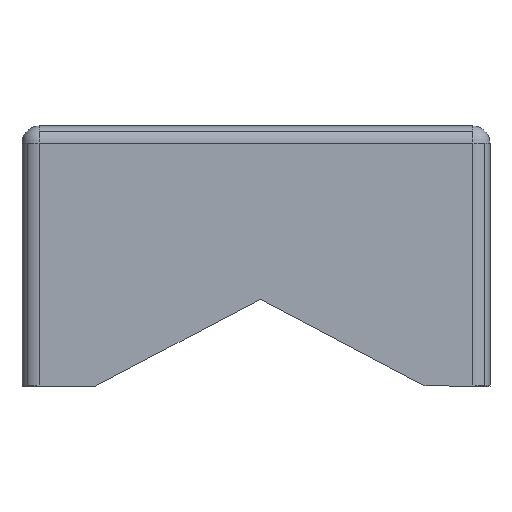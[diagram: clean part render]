
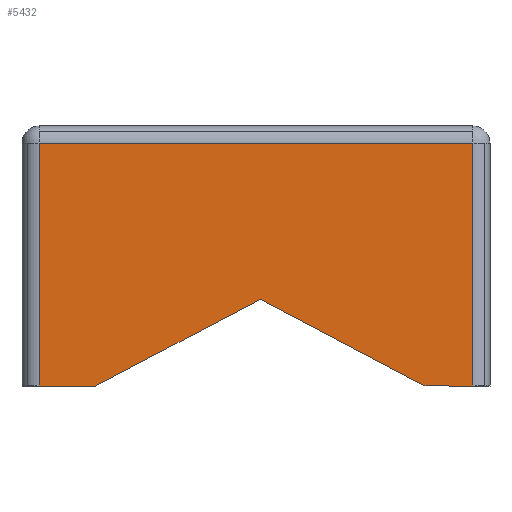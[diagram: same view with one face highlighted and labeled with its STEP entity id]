
A CAD part, front view. The second image highlights one B-rep face of the part: STEP entity #5432.
In plain terms, the highlighted planar face has unit normal (0, -1, 0).
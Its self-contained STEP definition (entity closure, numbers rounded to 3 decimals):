
#3902=CARTESIAN_POINT('',(-26.0,-17.0,14.));
#3903=VERTEX_POINT('',#3902);
#3932=CARTESIAN_POINT('',(-1.0,-17.0,14.));
#3933=VERTEX_POINT('',#3932);
#3959=CARTESIAN_POINT('',(-26.0,-17.0,14.));
#3960=DIRECTION('',(1.0,0.0,0.0));
#3961=VECTOR('',#3960,25.0);
#3962=LINE('',#3959,#3961);
#3963=EDGE_CURVE('',#3903,#3933,#3962,.T.);
#3976=CARTESIAN_POINT('',(-1.0,-17.0,0.));
#3977=VERTEX_POINT('',#3976);
#3978=CARTESIAN_POINT('',(-1.0,-17.0,14.));
#3979=DIRECTION('',(0.0,0.0,-1.0));
#3980=VECTOR('',#3979,14.0);
#3981=LINE('',#3978,#3980);
#3982=EDGE_CURVE('',#3933,#3977,#3981,.T.);
#4000=CARTESIAN_POINT('',(-26.0,-17.0,0.));
#4001=VERTEX_POINT('',#4000);
#4009=CARTESIAN_POINT('',(-26.0,-17.0,0.));
#4010=DIRECTION('',(0.0,0.0,1.0));
#4011=VECTOR('',#4010,14.0);
#4012=LINE('',#4009,#4011);
#4013=EDGE_CURVE('',#4001,#3903,#4012,.T.);
#5280=CARTESIAN_POINT('',(-3.75,-17.0,0.));
#5281=VERTEX_POINT('',#5280);
#5282=CARTESIAN_POINT('',(-1.0,-17.0,0.));
#5283=DIRECTION('',(-1.0,0.0,0.0));
#5284=VECTOR('',#5283,2.75);
#5285=LINE('',#5282,#5284);
#5286=EDGE_CURVE('',#3977,#5281,#5285,.T.);
#5352=CARTESIAN_POINT('',(-13.25,-17.0,5.0));
#5353=VERTEX_POINT('',#5352);
#5354=CARTESIAN_POINT('',(-13.25,-17.0,5.0));
#5355=DIRECTION('',(0.885,0.0,-0.466));
#5356=VECTOR('',#5355,10.735);
#5357=LINE('',#5354,#5356);
#5358=EDGE_CURVE('',#5353,#5281,#5357,.T.);
#5376=CARTESIAN_POINT('',(-22.75,-17.0,0.));
#5377=VERTEX_POINT('',#5376);
#5378=CARTESIAN_POINT('',(-22.75,-17.0,0.));
#5379=DIRECTION('',(0.885,0.0,0.466));
#5380=VECTOR('',#5379,10.735);
#5381=LINE('',#5378,#5380);
#5382=EDGE_CURVE('',#5377,#5353,#5381,.T.);
#5408=CARTESIAN_POINT('',(-22.75,-17.0,0.));
#5409=DIRECTION('',(-1.0,0.0,0.0));
#5410=VECTOR('',#5409,3.25);
#5411=LINE('',#5408,#5410);
#5412=EDGE_CURVE('',#5377,#4001,#5411,.T.);
#5418=CARTESIAN_POINT('',(0.0,-17.0,15.));
#5419=DIRECTION('',(0.0,-1.0,0.0));
#5420=DIRECTION('',(0.0,0.0,-1.0));
#5421=AXIS2_PLACEMENT_3D('',#5418,#5419,#5420);
#5422=PLANE('',#5421);
#5423=ORIENTED_EDGE('',*,*,#4013,.F.);
#5424=ORIENTED_EDGE('',*,*,#5412,.F.);
#5425=ORIENTED_EDGE('',*,*,#5382,.T.);
#5426=ORIENTED_EDGE('',*,*,#5358,.T.);
#5427=ORIENTED_EDGE('',*,*,#5286,.F.);
#5428=ORIENTED_EDGE('',*,*,#3982,.F.);
#5429=ORIENTED_EDGE('',*,*,#3963,.F.);
#5430=EDGE_LOOP('',(#5423,#5424,#5425,#5426,#5427,#5428,#5429));
#5431=FACE_OUTER_BOUND('',#5430,.T.);
#5432=ADVANCED_FACE('',(#5431),#5422,.T.);
